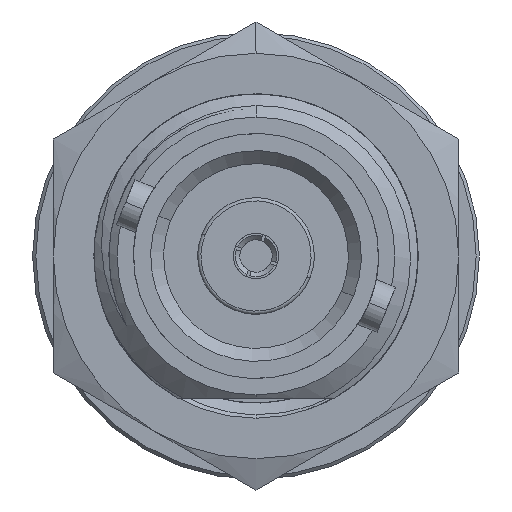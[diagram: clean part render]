
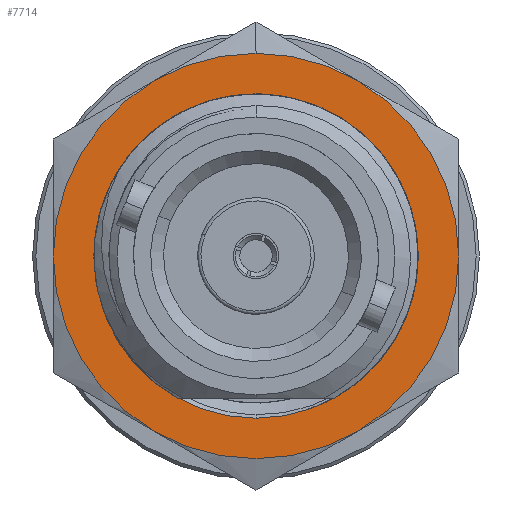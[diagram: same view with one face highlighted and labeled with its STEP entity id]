
A CAD part, left-side view. The second image highlights one B-rep face of the part: STEP entity #7714.
In plain terms, the highlighted planar face has unit normal (-1, 0, 0).
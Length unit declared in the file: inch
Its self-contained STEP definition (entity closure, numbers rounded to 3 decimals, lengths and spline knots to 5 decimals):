
#36 = FACE_BOUND ( 'NONE', #6302, .T. ) ;
#255 = CIRCLE ( 'NONE', #5793, 0.3125 ) ;
#463 = ORIENTED_EDGE ( 'NONE', *, *, #10262, .T. ) ;
#861 = VERTEX_POINT ( 'NONE', #6801 ) ;
#1362 = VERTEX_POINT ( 'NONE', #13200 ) ;
#1713 = VERTEX_POINT ( 'NONE', #9236 ) ;
#1809 = DIRECTION ( 'NONE',  ( -1., 0., 0. ) ) ;
#2021 = CARTESIAN_POINT ( 'NONE',  ( 0.48452, 0., 0. ) ) ;
#2050 = CARTESIAN_POINT ( 'NONE',  ( 0.48452, 0., 0. ) ) ;
#2328 = CARTESIAN_POINT ( 'NONE',  ( 0.48452, 0., 0. ) ) ;
#2685 = EDGE_CURVE ( 'NONE', #21374, #1713, #14574, .T. ) ;
#3330 = AXIS2_PLACEMENT_3D ( 'NONE', #19280, #1809, #10322 ) ;
#3457 = CIRCLE ( 'NONE', #19213, 0.3125 ) ;
#3760 = DIRECTION ( 'NONE',  ( 0., 0., 1. ) ) ;
#4303 = VERTEX_POINT ( 'NONE', #13370 ) ;
#4370 = ORIENTED_EDGE ( 'NONE', *, *, #18791, .T. ) ;
#4604 = CIRCLE ( 'NONE', #3330, 0.3125 ) ;
#4798 = DIRECTION ( 'NONE',  ( 0., 0., 1. ) ) ;
#5009 = CARTESIAN_POINT ( 'NONE',  ( 0.48452, 0., 0. ) ) ;
#5695 = CARTESIAN_POINT ( 'NONE',  ( 0.48452, 0., 0. ) ) ;
#5793 = AXIS2_PLACEMENT_3D ( 'NONE', #21460, #7744, #22213 ) ;
#5849 = DIRECTION ( 'NONE',  ( -1., 0., 0. ) ) ;
#6302 = EDGE_LOOP ( 'NONE', ( #12176, #9781 ) ) ;
#6526 = ORIENTED_EDGE ( 'NONE', *, *, #18647, .T. ) ;
#6801 = CARTESIAN_POINT ( 'NONE',  ( 0.48452, -0.3125, 0. ) ) ;
#6913 = ORIENTED_EDGE ( 'NONE', *, *, #14494, .T. ) ;
#6984 = DIRECTION ( 'NONE',  ( -1., 0., 0. ) ) ;
#7714 = ADVANCED_FACE ( 'NONE', ( #36, #15892 ), #20428, .T. ) ;
#7744 = DIRECTION ( 'NONE',  ( -1., 0., 0. ) ) ;
#7843 = DIRECTION ( 'NONE',  ( 0., 0., 1. ) ) ;
#8073 = AXIS2_PLACEMENT_3D ( 'NONE', #5009, #19031, #15497 ) ;
#9236 = CARTESIAN_POINT ( 'NONE',  ( 0.48452, 0.15625, 0.27063 ) ) ;
#9325 = DIRECTION ( 'NONE',  ( -1., 0., 0. ) ) ;
#9700 = ORIENTED_EDGE ( 'NONE', *, *, #12817, .T. ) ;
#9781 = ORIENTED_EDGE ( 'NONE', *, *, #16593, .F. ) ;
#9837 = VERTEX_POINT ( 'NONE', #16318 ) ;
#9887 = AXIS2_PLACEMENT_3D ( 'NONE', #5695, #9325, #17982 ) ;
#9953 = CARTESIAN_POINT ( 'NONE',  ( 0.48452, 0., 0. ) ) ;
#10262 = EDGE_CURVE ( 'NONE', #18498, #4303, #255, .T. ) ;
#10322 = DIRECTION ( 'NONE',  ( 0., 0., 1. ) ) ;
#10961 = EDGE_CURVE ( 'NONE', #861, #15021, #4604, .T. ) ;
#10969 = DIRECTION ( 'NONE',  ( -1., 0., 0. ) ) ;
#11767 = DIRECTION ( 'NONE',  ( 0., 0., 1. ) ) ;
#12176 = ORIENTED_EDGE ( 'NONE', *, *, #14881, .F. ) ;
#12219 = CARTESIAN_POINT ( 'NONE',  ( 0.48452, 0.3125, 0. ) ) ;
#12375 = CIRCLE ( 'NONE', #9887, 0.3125 ) ;
#12471 = CIRCLE ( 'NONE', #19250, 0.25015 ) ;
#12647 = AXIS2_PLACEMENT_3D ( 'NONE', #2050, #5849, #4798 ) ;
#12817 = EDGE_CURVE ( 'NONE', #1713, #18498, #3457, .T. ) ;
#13200 = CARTESIAN_POINT ( 'NONE',  ( 0.48452, 0., -0.25015 ) ) ;
#13320 = CIRCLE ( 'NONE', #8073, 0.25015 ) ;
#13370 = CARTESIAN_POINT ( 'NONE',  ( 0.48452, 0.15625, -0.27063 ) ) ;
#13763 = VERTEX_POINT ( 'NONE', #16330 ) ;
#13875 = CARTESIAN_POINT ( 'NONE',  ( 0.48452, -0.15625, 0.27063 ) ) ;
#14494 = EDGE_CURVE ( 'NONE', #15021, #21374, #16642, .T. ) ;
#14574 = CIRCLE ( 'NONE', #12647, 0.3125 ) ;
#14587 = DIRECTION ( 'NONE',  ( -1., 0., 0. ) ) ;
#14620 = ORIENTED_EDGE ( 'NONE', *, *, #10961, .T. ) ;
#14814 = DIRECTION ( 'NONE',  ( -1., 0., 0. ) ) ;
#14881 = EDGE_CURVE ( 'NONE', #1362, #9837, #13320, .T. ) ;
#15021 = VERTEX_POINT ( 'NONE', #13875 ) ;
#15497 = DIRECTION ( 'NONE',  ( 0., 0., 1. ) ) ;
#15634 = DIRECTION ( 'NONE',  ( 0., 0., 1. ) ) ;
#15892 = FACE_OUTER_BOUND ( 'NONE', #16844, .T. ) ;
#16030 = AXIS2_PLACEMENT_3D ( 'NONE', #2328, #14587, #19879 ) ;
#16318 = CARTESIAN_POINT ( 'NONE',  ( 0.48452, 0., 0.25015 ) ) ;
#16330 = CARTESIAN_POINT ( 'NONE',  ( 0.48452, -0.15625, -0.27063 ) ) ;
#16593 = EDGE_CURVE ( 'NONE', #9837, #1362, #12471, .T. ) ;
#16642 = CIRCLE ( 'NONE', #20548, 0.3125 ) ;
#16844 = EDGE_LOOP ( 'NONE', ( #6913, #19418, #9700, #463, #4370, #6526, #14620 ) ) ;
#17631 = CIRCLE ( 'NONE', #16030, 0.3125 ) ;
#17982 = DIRECTION ( 'NONE',  ( 0., 0., 1. ) ) ;
#18498 = VERTEX_POINT ( 'NONE', #12219 ) ;
#18647 = EDGE_CURVE ( 'NONE', #13763, #861, #17631, .T. ) ;
#18765 = DIRECTION ( 'NONE',  ( -1., 0., 0. ) ) ;
#18791 = EDGE_CURVE ( 'NONE', #4303, #13763, #12375, .T. ) ;
#19031 = DIRECTION ( 'NONE',  ( -1., 0., 0. ) ) ;
#19213 = AXIS2_PLACEMENT_3D ( 'NONE', #22672, #6984, #15634 ) ;
#19250 = AXIS2_PLACEMENT_3D ( 'NONE', #2021, #10969, #3760 ) ;
#19280 = CARTESIAN_POINT ( 'NONE',  ( 0.48452, 0., 0. ) ) ;
#19418 = ORIENTED_EDGE ( 'NONE', *, *, #2685, .T. ) ;
#19879 = DIRECTION ( 'NONE',  ( 0., 0., 1. ) ) ;
#20428 = PLANE ( 'NONE',  #21231 ) ;
#20485 = CARTESIAN_POINT ( 'NONE',  ( 0.48452, 0., 0.3125 ) ) ;
#20548 = AXIS2_PLACEMENT_3D ( 'NONE', #21621, #14814, #7843 ) ;
#21231 = AXIS2_PLACEMENT_3D ( 'NONE', #9953, #18765, #11767 ) ;
#21374 = VERTEX_POINT ( 'NONE', #20485 ) ;
#21460 = CARTESIAN_POINT ( 'NONE',  ( 0.48452, 0., 0. ) ) ;
#21621 = CARTESIAN_POINT ( 'NONE',  ( 0.48452, 0., 0. ) ) ;
#22213 = DIRECTION ( 'NONE',  ( 0., 0., 1. ) ) ;
#22672 = CARTESIAN_POINT ( 'NONE',  ( 0.48452, 0., 0. ) ) ;
